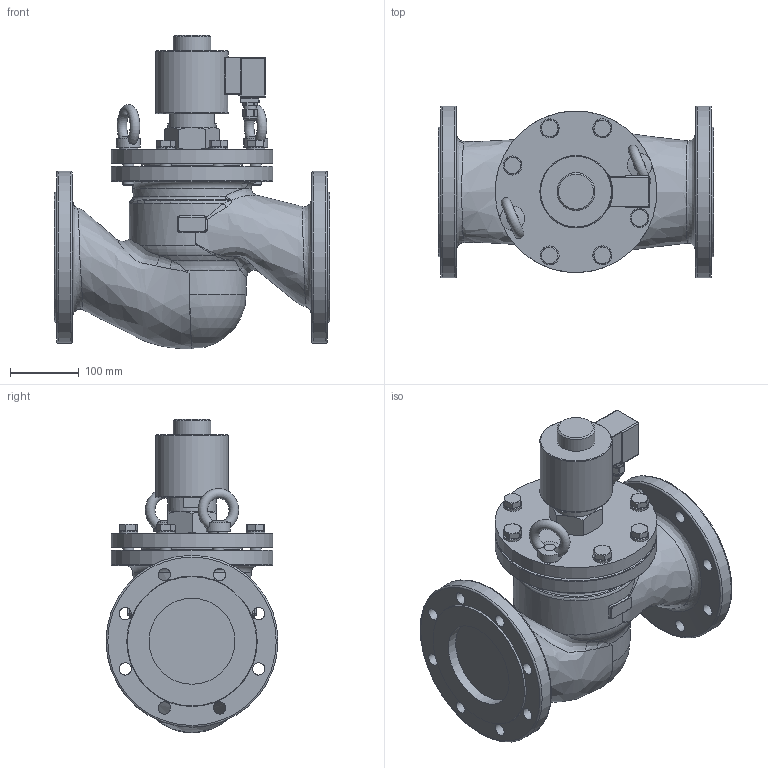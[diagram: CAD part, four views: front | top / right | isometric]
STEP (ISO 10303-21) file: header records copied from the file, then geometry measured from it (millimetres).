
FILE_DESCRIPTION(/* description */ ('3D Modell'),/* implementation_level */ '2;1');
FILE_NAME(/* name */ '024.002826_D2410-0302-.272.stp',/* time_stamp */ '2019-06-13T09:40:08+02:00',/* author */ ('EFast'),/* organization */ (''),/* preprocessor_version */ 'ST-DEVELOPER v16.1',/* originating_system */ 'Autodesk Inventor 2016',/* authorisation */ '');
FILE_SCHEMA (('AUTOMOTIVE_DESIGN { 1 0 10303 214 3 1 1 }'));
Length unit declared in the file: millimetre
Products named in the file (1): 88-004012
Bounding box: 400 x 250 x 455.8 mm (x, y, z)
Volume: 13603130.9 mm3; surface area: 698181.4 mm2
Topology: 1 solids, 1 shells, 455 faces, 1200 edges, 767 vertices
Faces by surface type: plane 163, cylinder 127, cone 79, bspline 55, torus 30, sphere 1
Full cylindrical faces by diameter (mm): 13.835 x6, 14.917 x6, 16 x12, 18 x17, 20 x1, 22 x6, 35 x2, 55 x1, 70 x1, 105.16 x1, 125 x2, 146 x1, 235 x2, 250 x2
Entity records: 21623 total; most frequent: CARTESIAN_POINT 11534, ORIENTED_EDGE 2114, DIRECTION 1931, EDGE_CURVE 1057, AXIS2_PLACEMENT_3D 816, VERTEX_POINT 717, EDGE_LOOP 634, FACE_OUTER_BOUND 455
